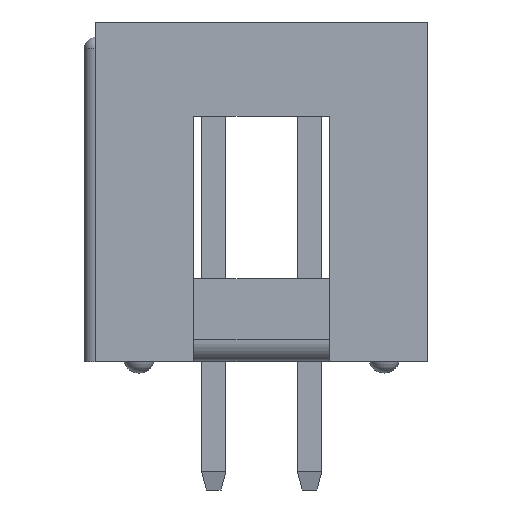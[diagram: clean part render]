
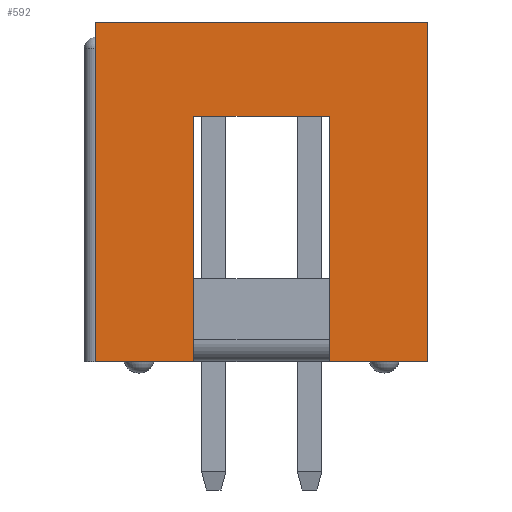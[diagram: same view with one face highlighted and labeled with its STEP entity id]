
A CAD part, left-side view. The second image highlights one B-rep face of the part: STEP entity #592.
In plain terms, the highlighted planar face has unit normal (-1, 0, 0).
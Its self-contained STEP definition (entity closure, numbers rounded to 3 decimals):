
#592=ADVANCED_FACE('',(#3461),#3463,.T.);
#3461=FACE_BOUND('',#3462,.T.);
#3462=EDGE_LOOP('',(#5680,#5681,#5682,#5683,#5684,#5685,#5686,#5687));
#3463=PLANE('',#3464);
#3464=AXIS2_PLACEMENT_3D('',#3465,#3466,#3467);
#3465=CARTESIAN_POINT('',(-11.57,4.4,0.3));
#3466=DIRECTION('',(-1.,0.,0.));
#3467=DIRECTION('',(0.,-1.,0.));
#5680=ORIENTED_EDGE('',*,*,#6990,.T.);
#5681=ORIENTED_EDGE('',*,*,#6991,.T.);
#5682=ORIENTED_EDGE('',*,*,#6992,.T.);
#5683=ORIENTED_EDGE('',*,*,#6842,.T.);
#5684=ORIENTED_EDGE('',*,*,#6993,.T.);
#5685=ORIENTED_EDGE('',*,*,#6994,.F.);
#5686=ORIENTED_EDGE('',*,*,#6995,.F.);
#5687=ORIENTED_EDGE('',*,*,#6828,.T.);
#6828=EDGE_CURVE('',#7531,#7529,#7532,.T.);
#6842=EDGE_CURVE('',#7559,#7557,#7560,.T.);
#6990=EDGE_CURVE('',#7529,#7808,#7810,.F.);
#6991=EDGE_CURVE('',#7808,#7811,#7812,.F.);
#6992=EDGE_CURVE('',#7811,#7559,#7813,.F.);
#6993=EDGE_CURVE('',#7557,#7814,#7815,.T.);
#6994=EDGE_CURVE('',#7816,#7814,#7817,.T.);
#6995=EDGE_CURVE('',#7531,#7816,#7818,.T.);
#7529=VERTEX_POINT('',#8652);
#7531=VERTEX_POINT('',#8656);
#7532=LINE('',#8657,#8658);
#7557=VERTEX_POINT('',#8711);
#7559=VERTEX_POINT('',#8715);
#7560=LINE('',#8716,#8717);
#7808=VERTEX_POINT('',#9265);
#7810=LINE('',#9269,#9270);
#7811=VERTEX_POINT('',#9272);
#7812=LINE('',#9273,#9274);
#7813=LINE('',#9276,#9277);
#7814=VERTEX_POINT('',#9279);
#7815=LINE('',#9280,#9281);
#7816=VERTEX_POINT('',#9283);
#7817=LINE('',#9284,#9285);
#7818=LINE('',#9287,#9288);
#8652=CARTESIAN_POINT('',(-11.57,1.8,0.3));
#8656=CARTESIAN_POINT('',(-11.57,4.4,0.3));
#8657=CARTESIAN_POINT('',(-11.57,4.4,0.3));
#8658=VECTOR('',#8659,1.);
#8659=DIRECTION('',(0.,-1.,0.));
#8711=CARTESIAN_POINT('',(-11.57,-4.4,0.3));
#8715=CARTESIAN_POINT('',(-11.57,-1.8,0.3));
#8716=CARTESIAN_POINT('',(-11.57,-1.8,0.3));
#8717=VECTOR('',#8718,1.);
#8718=DIRECTION('',(0.,-1.,0.));
#9265=CARTESIAN_POINT('',(-11.57,1.8,6.8));
#9269=CARTESIAN_POINT('',(-11.57,1.8,6.8));
#9270=VECTOR('',#9271,1.);
#9271=DIRECTION('',(0.,0.,-1.));
#9272=CARTESIAN_POINT('',(-11.57,-1.8,6.8));
#9273=CARTESIAN_POINT('',(-11.57,-1.8,6.8));
#9274=VECTOR('',#9275,1.);
#9275=DIRECTION('',(0.,1.,0.));
#9276=CARTESIAN_POINT('',(-11.57,-1.8,0.3));
#9277=VECTOR('',#9278,1.);
#9278=DIRECTION('',(0.,0.,1.));
#9279=CARTESIAN_POINT('',(-11.57,-4.4,9.3));
#9280=CARTESIAN_POINT('',(-11.57,-4.4,0.3));
#9281=VECTOR('',#9282,1.);
#9282=DIRECTION('',(0.,0.,1.));
#9283=CARTESIAN_POINT('',(-11.57,4.4,9.3));
#9284=CARTESIAN_POINT('',(-11.57,4.4,9.3));
#9285=VECTOR('',#9286,1.);
#9286=DIRECTION('',(0.,-1.,0.));
#9287=CARTESIAN_POINT('',(-11.57,4.4,0.3));
#9288=VECTOR('',#9289,1.);
#9289=DIRECTION('',(0.,0.,1.));
